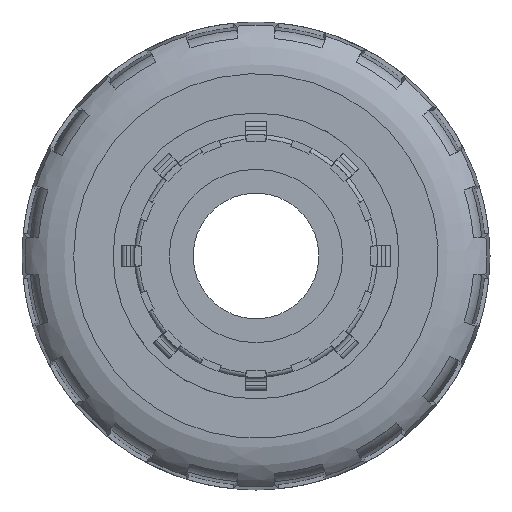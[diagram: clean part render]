
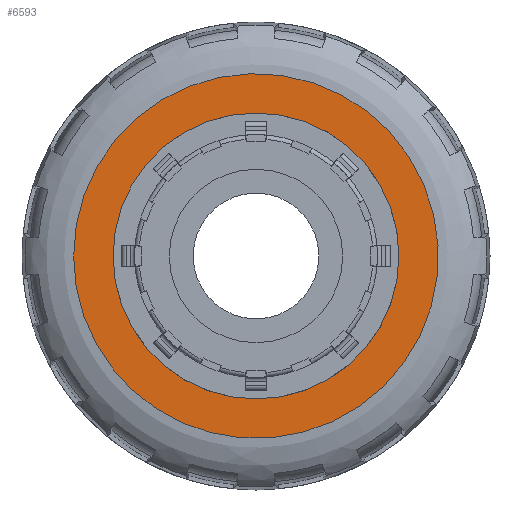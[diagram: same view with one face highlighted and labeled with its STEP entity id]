
A CAD part, left-side view. The second image highlights one B-rep face of the part: STEP entity #6593.
In plain terms, the highlighted face is planar.
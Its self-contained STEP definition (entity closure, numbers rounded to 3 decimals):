
#1141=PLANE($,#7070);
#1401=FACE_BOUND($,#1896,.T.);
#1513=FACE_OUTER_BOUND($,#1895,.T.);
#1895=EDGE_LOOP($,(#4843));
#1896=EDGE_LOOP($,(#4844));
#2238=CIRCLE($,#6935,21.039);
#2280=CIRCLE($,#7034,16.5);
#2653=VERTEX_POINT($,#10158);
#2751=VERTEX_POINT($,#10886);
#3362=EDGE_CURVE($,#2653,#2653,#2238,.T.);
#3530=EDGE_CURVE($,#2751,#2751,#2280,.T.);
#4843=ORIENTED_EDGE($,*,*,#3362,.T.);
#4844=ORIENTED_EDGE($,*,*,#3530,.T.);
#6593=ADVANCED_FACE($,(#1513,#1401),#1141,.T.);
#6935=AXIS2_PLACEMENT_3D($,#10159,#7845,#7846);
#7034=AXIS2_PLACEMENT_3D($,#10887,#8075,#8076);
#7070=AXIS2_PLACEMENT_3D($,#10937,#8147,#8148);
#7845=DIRECTION('center_axis',(0.,-1.,0.));
#7846=DIRECTION('ref_axis',(0.,0.,-1.));
#8075=DIRECTION('center_axis',(0.,1.,0.));
#8076=DIRECTION('ref_axis',(0.,0.,-1.));
#8147=DIRECTION('center_axis',(0.,-1.,0.));
#8148=DIRECTION('ref_axis',(0.,0.,-1.));
#10158=CARTESIAN_POINT('',(-21.039,-17.79,0.));
#10159=CARTESIAN_POINT('Origin',(0.,-17.79,0.));
#10886=CARTESIAN_POINT('',(-14.316,-17.79,8.203));
#10887=CARTESIAN_POINT('Origin',(0.,-17.79,0.));
#10937=CARTESIAN_POINT('Origin',(0.,-17.79,19.339));
